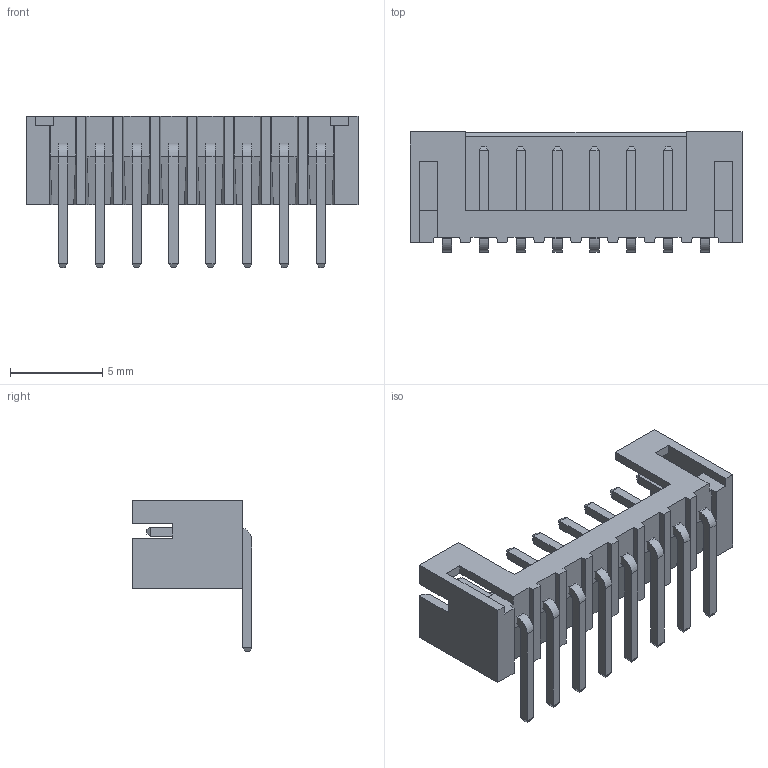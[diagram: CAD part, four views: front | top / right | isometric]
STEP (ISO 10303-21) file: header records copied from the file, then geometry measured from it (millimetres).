
FILE_DESCRIPTION(('STEP AP214'), '1');
FILE_NAME('DS1066', '2019-04-17T17:28:25', ('Nobody'), (''), 'ASCON STEP Converter 1.3', 'ASCON Math Kernel', '');
FILE_SCHEMA(('AUTOMOTIVE_DESIGN { 1 0 10303 214 3 1 1}'));
Length unit declared in the file: millimetre
Assembly tree (9 placements, depth 2):
  (unnamed)
    (unnamed)
    (unnamed)  x8
Bounding box: 18 x 6.5 x 8.2 mm (x, y, z)
Volume: 190.7 mm3; surface area: 739.1 mm2
Topology: 9 solids, 9 shells, 219 faces, 547 edges, 342 vertices
Faces by surface type: plane 203, cylinder 16
Entity records: 4048 total; most frequent: CARTESIAN_POINT 544, ORIENTED_EDGE 534, DIRECTION 477, EDGE_CURVE 267, LINE 263, VECTOR 263, VERTEX_POINT 174, AXIS2_PLACEMENT_3D 107
